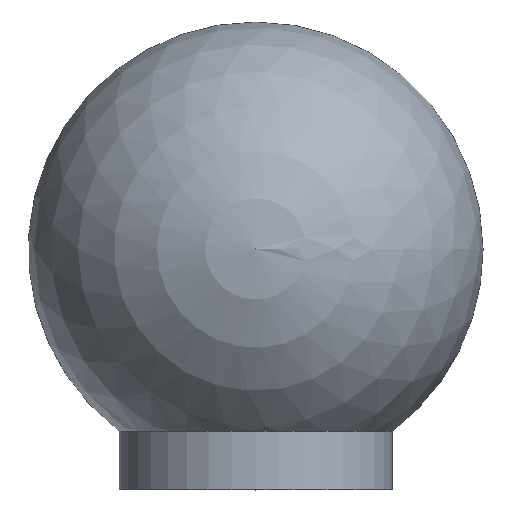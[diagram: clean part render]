
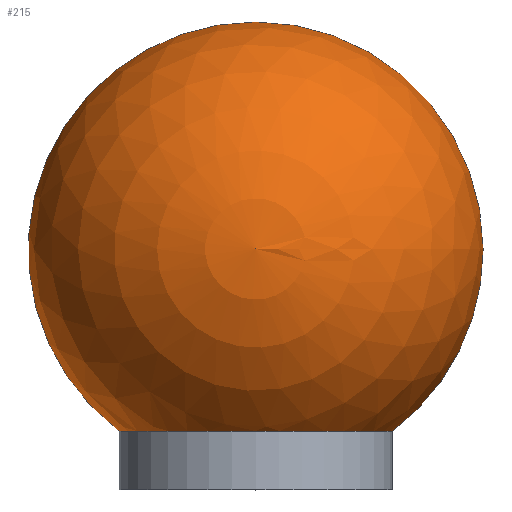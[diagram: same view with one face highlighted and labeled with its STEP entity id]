
A CAD part, top view. The second image highlights one B-rep face of the part: STEP entity #215.
In plain terms, the highlighted spherical face has radius 17.5 mm.
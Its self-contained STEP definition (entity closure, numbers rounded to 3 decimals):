
#9 = EDGE_CURVE ( 'NONE', #298, #141, #113, .T. ) ;
#14 = AXIS2_PLACEMENT_3D ( 'NONE', #286, #61, #63 ) ;
#15 = DIRECTION ( 'NONE',  ( 0., 0., 1. ) ) ;
#21 = CARTESIAN_POINT ( 'NONE',  ( 0., 36., 0. ) ) ;
#30 = FACE_OUTER_BOUND ( 'NONE', #232, .T. ) ;
#33 = CARTESIAN_POINT ( 'NONE',  ( 10.5, 4.5, 0. ) ) ;
#36 = DIRECTION ( 'NONE',  ( 0., -1., 0. ) ) ;
#55 = CIRCLE ( 'NONE', #236, 17.5 ) ;
#58 = ORIENTED_EDGE ( 'NONE', *, *, #159, .F. ) ;
#61 = DIRECTION ( 'NONE',  ( 0., 0., 1. ) ) ;
#62 = DIRECTION ( 'NONE',  ( -1., 0., 0. ) ) ;
#63 = DIRECTION ( 'NONE',  ( 1., 0., 0. ) ) ;
#84 = AXIS2_PLACEMENT_3D ( 'NONE', #209, #256, #62 ) ;
#94 = AXIS2_PLACEMENT_3D ( 'NONE', #106, #36, #102 ) ;
#102 = DIRECTION ( 'NONE',  ( 1., 0., 0. ) ) ;
#106 = CARTESIAN_POINT ( 'NONE',  ( 0., 4.5, 0. ) ) ;
#113 = CIRCLE ( 'NONE', #84, 17.5 ) ;
#114 = ORIENTED_EDGE ( 'NONE', *, *, #9, .F. ) ;
#141 = VERTEX_POINT ( 'NONE', #33 ) ;
#159 = EDGE_CURVE ( 'NONE', #141, #275, #278, .T. ) ;
#197 = SPHERICAL_SURFACE ( 'NONE', #14, 17.5 ) ;
#200 = CARTESIAN_POINT ( 'NONE',  ( -10.5, 4.5, 0. ) ) ;
#209 = CARTESIAN_POINT ( 'NONE',  ( 0., 18.5, 0. ) ) ;
#215 = ADVANCED_FACE ( 'NONE', ( #30 ), #197, .T. ) ;
#228 = ORIENTED_EDGE ( 'NONE', *, *, #297, .T. ) ;
#232 = EDGE_LOOP ( 'NONE', ( #114, #228, #58 ) ) ;
#236 = AXIS2_PLACEMENT_3D ( 'NONE', #291, #15, #274 ) ;
#256 = DIRECTION ( 'NONE',  ( 0., 0., -1. ) ) ;
#274 = DIRECTION ( 'NONE',  ( 1., 0., 0. ) ) ;
#275 = VERTEX_POINT ( 'NONE', #200 ) ;
#278 = CIRCLE ( 'NONE', #94, 10.5 ) ;
#286 = CARTESIAN_POINT ( 'NONE',  ( 0., 18.5, 0. ) ) ;
#291 = CARTESIAN_POINT ( 'NONE',  ( 0., 18.5, 0. ) ) ;
#297 = EDGE_CURVE ( 'NONE', #298, #275, #55, .T. ) ;
#298 = VERTEX_POINT ( 'NONE', #21 ) ;
